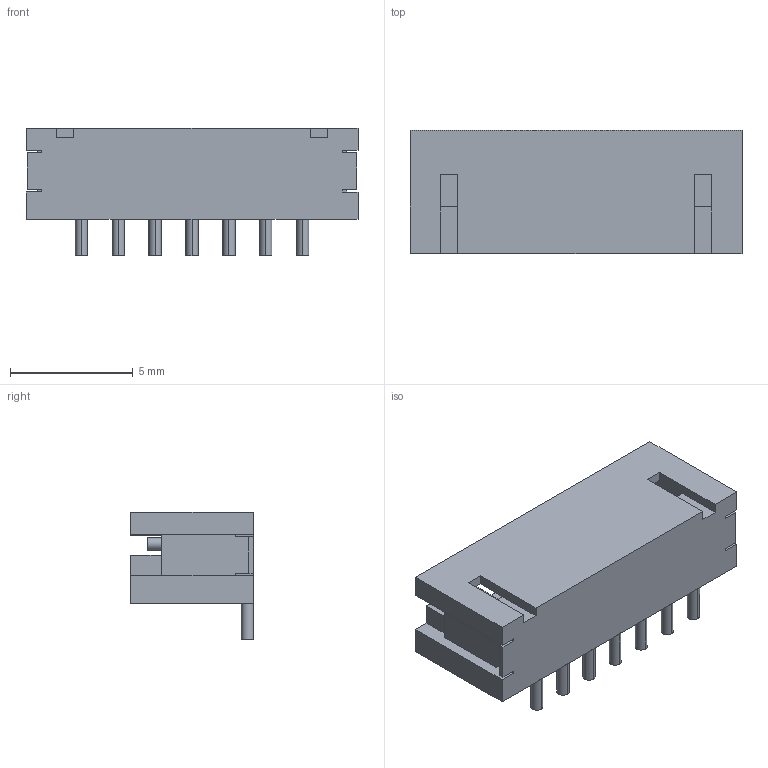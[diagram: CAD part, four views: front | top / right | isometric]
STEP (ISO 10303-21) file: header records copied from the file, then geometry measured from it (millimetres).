
FILE_DESCRIPTION (( 'STEP AP214' ), '1' );
FILE_NAME ('User Library-B7B-ZR-SM4-TF.STEP', '2020-04-18T17:56:07', ( '' ), ( '' ), 'SwSTEP 2.0', 'SolidWorks 2019', '' );
FILE_SCHEMA (( 'AUTOMOTIVE_DESIGN' ));
Length unit declared in the file: millimetre
Products named in the file (1): User Library-B7B-ZR-SM4-TF
Bounding box: 13.5 x 5 x 5.2 mm (x, y, z)
Volume: 147.2 mm3; surface area: 417.8 mm2
Topology: 1 solids, 1 shells, 100 faces, 265 edges, 170 vertices
Faces by surface type: plane 72, cylinder 28
Entity records: 3512 total; most frequent: CARTESIAN_POINT 529, ORIENTED_EDGE 516, DIRECTION 516, EDGE_CURVE 258, LINE 202, VECTOR 202, VERTEX_POINT 170, AXIS2_PLACEMENT_3D 157
